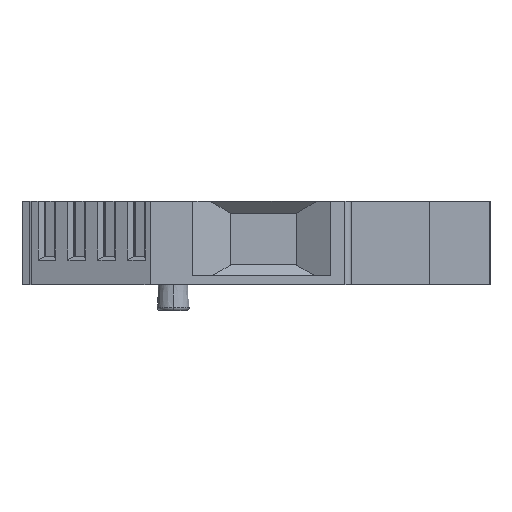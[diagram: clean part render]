
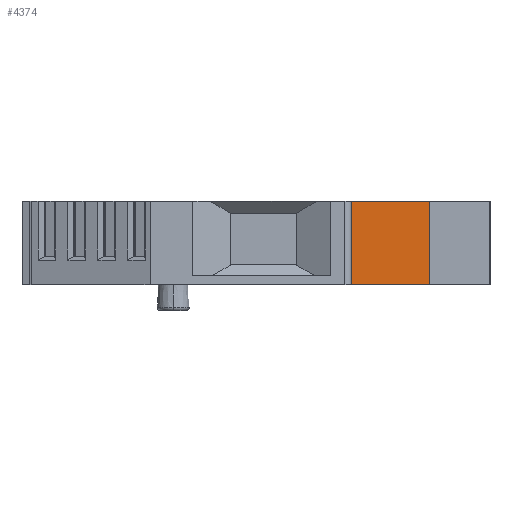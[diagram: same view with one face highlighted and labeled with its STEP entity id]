
A CAD part, left-side view. The second image highlights one B-rep face of the part: STEP entity #4374.
In plain terms, the highlighted planar face has unit normal (-1, 0, 0).
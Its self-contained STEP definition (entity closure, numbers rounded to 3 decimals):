
#695=DIRECTION('',(0.,1.,0.));
#696=VECTOR('',#695,10.);
#697=CARTESIAN_POINT('',(-29.,-42.,0.));
#698=LINE('',#697,#696);
#947=DIRECTION('',(0.,0.,-1.));
#948=VECTOR('',#947,8.1);
#949=CARTESIAN_POINT('',(-29.,-32.,0.));
#950=LINE('',#949,#948);
#951=DIRECTION('',(0.,0.,-1.));
#952=VECTOR('',#951,8.1);
#953=CARTESIAN_POINT('',(-29.,-42.,0.));
#954=LINE('',#953,#952);
#1104=DIRECTION('',(0.,1.,0.));
#1105=VECTOR('',#1104,10.);
#1106=CARTESIAN_POINT('',(-29.,-42.,-8.1));
#1107=LINE('',#1106,#1105);
#3430=CARTESIAN_POINT('',(-29.,-42.,0.));
#3431=VERTEX_POINT('',#3430);
#3432=CARTESIAN_POINT('',(-29.,-32.,0.));
#3433=VERTEX_POINT('',#3432);
#3440=CARTESIAN_POINT('',(-29.,-42.,-8.1));
#3441=VERTEX_POINT('',#3440);
#3442=CARTESIAN_POINT('',(-29.,-32.,-8.1));
#3443=VERTEX_POINT('',#3442);
#4361=CARTESIAN_POINT('',(-29.,-42.,0.));
#4362=DIRECTION('',(1.,0.,0.));
#4363=DIRECTION('',(0.,1.,0.));
#4364=AXIS2_PLACEMENT_3D('',#4361,#4362,#4363);
#4365=PLANE('',#4364);
#4366=ORIENTED_EDGE('',*,*,#3925,.F.);
#4368=ORIENTED_EDGE('',*,*,#4367,.T.);
#4370=ORIENTED_EDGE('',*,*,#4369,.T.);
#4371=ORIENTED_EDGE('',*,*,#4354,.F.);
#4372=EDGE_LOOP('',(#4366,#4368,#4370,#4371));
#4373=FACE_OUTER_BOUND('',#4372,.F.);
#4374=ADVANCED_FACE('',(#4373),#4365,.F.);
#3925=EDGE_CURVE('',#3431,#3433,#698,.T.);
#4354=EDGE_CURVE('',#3433,#3443,#950,.T.);
#4367=EDGE_CURVE('',#3431,#3441,#954,.T.);
#4369=EDGE_CURVE('',#3441,#3443,#1107,.T.);
